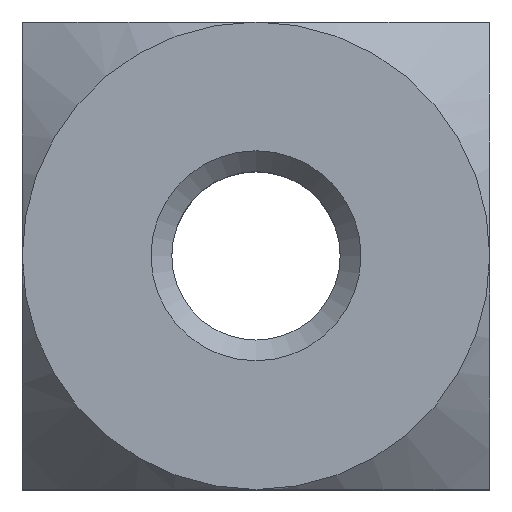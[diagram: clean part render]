
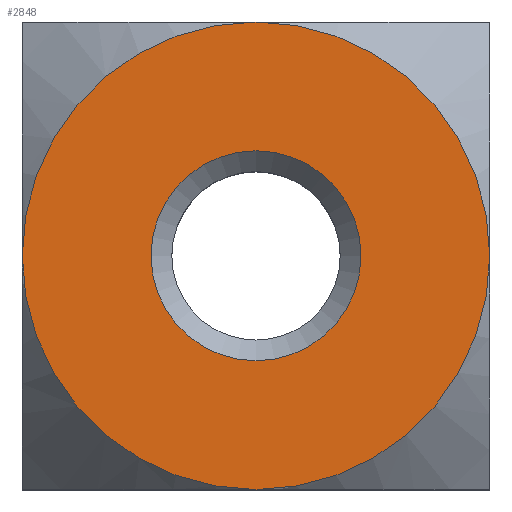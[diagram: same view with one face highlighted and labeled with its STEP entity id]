
A CAD part, top view. The second image highlights one B-rep face of the part: STEP entity #2848.
In plain terms, the highlighted planar face has unit normal (0, 0, 1).
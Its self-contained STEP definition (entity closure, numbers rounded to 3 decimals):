
#36=CIRCLE('',#2975,2.021);
#37=CIRCLE('',#2978,4.5);
#38=CIRCLE('',#2980,4.5);
#39=CIRCLE('',#2982,4.5);
#40=CIRCLE('',#2984,4.5);
#494=ORIENTED_EDGE('',*,*,#826,.T.);
#495=ORIENTED_EDGE('',*,*,#828,.T.);
#496=ORIENTED_EDGE('',*,*,#822,.F.);
#497=ORIENTED_EDGE('',*,*,#819,.T.);
#498=ORIENTED_EDGE('',*,*,#818,.T.);
#818=EDGE_CURVE('',#986,#986,#36,.T.);
#819=EDGE_CURVE('',#987,#988,#37,.T.);
#822=EDGE_CURVE('',#987,#990,#38,.T.);
#826=EDGE_CURVE('',#988,#992,#39,.T.);
#828=EDGE_CURVE('',#992,#990,#40,.T.);
#986=VERTEX_POINT('',#4004);
#987=VERTEX_POINT('',#4008);
#988=VERTEX_POINT('',#4009);
#990=VERTEX_POINT('',#4035);
#992=VERTEX_POINT('',#4071);
#1612=EDGE_LOOP('',(#494,#495,#496,#497));
#1613=EDGE_LOOP('',(#498));
#1750=FACE_BOUND('',#1612,.T.);
#1751=FACE_BOUND('',#1613,.T.);
#1879=PLANE('',#2983);
#2848=ADVANCED_FACE('',(#1750,#1751),#1879,.T.);
#2975=AXIS2_PLACEMENT_3D('',#4003,#3460,#3461);
#2978=AXIS2_PLACEMENT_3D('',#4007,#3466,#3467);
#2980=AXIS2_PLACEMENT_3D('',#4034,#3470,#3471);
#2982=AXIS2_PLACEMENT_3D('',#4073,#3474,#3475);
#2983=AXIS2_PLACEMENT_3D('',#4085,#3476,#3477);
#2984=AXIS2_PLACEMENT_3D('',#4086,#3478,#3479);
#3460=DIRECTION('',(0.,0.,-1.));
#3461=DIRECTION('',(0.,1.,0.));
#3466=DIRECTION('',(0.,0.,1.));
#3467=DIRECTION('',(1.,0.,0.));
#3470=DIRECTION('',(0.,0.,-1.));
#3471=DIRECTION('',(-1.,0.,0.));
#3474=DIRECTION('',(0.,0.,1.));
#3475=DIRECTION('',(1.,0.,0.));
#3476=DIRECTION('',(0.,0.,1.));
#3477=DIRECTION('',(1.,0.,0.));
#3478=DIRECTION('',(0.,0.,1.));
#3479=DIRECTION('',(1.,0.,0.));
#4003=CARTESIAN_POINT('',(0.,0.,6.));
#4004=CARTESIAN_POINT('',(0.,2.021,6.));
#4007=CARTESIAN_POINT('',(0.,0.,6.));
#4008=CARTESIAN_POINT('',(-4.5,0.,6.));
#4009=CARTESIAN_POINT('',(0.,-4.5,6.));
#4034=CARTESIAN_POINT('',(0.,0.,6.));
#4035=CARTESIAN_POINT('',(0.,4.5,6.));
#4071=CARTESIAN_POINT('',(4.5,0.,6.));
#4073=CARTESIAN_POINT('',(0.,0.,6.));
#4085=CARTESIAN_POINT('',(-4.5,-4.5,6.));
#4086=CARTESIAN_POINT('',(0.,0.,6.));
